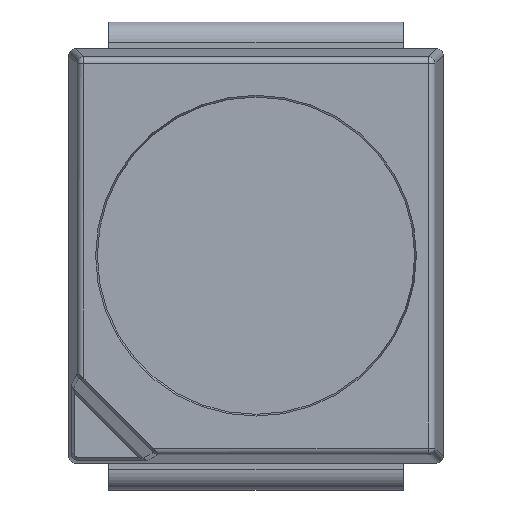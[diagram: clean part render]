
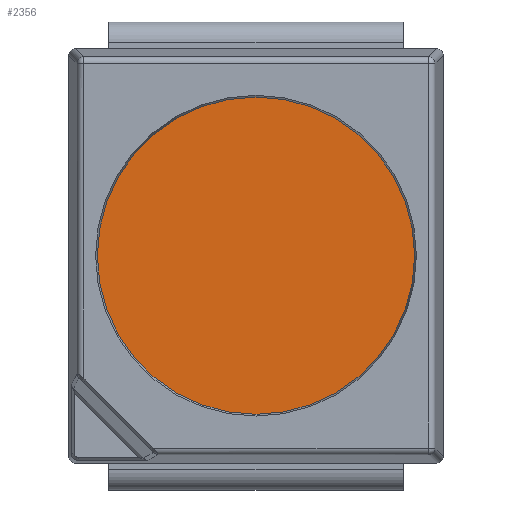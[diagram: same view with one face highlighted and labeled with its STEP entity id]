
A CAD part, top view. The second image highlights one B-rep face of the part: STEP entity #2356.
In plain terms, the highlighted planar face has unit normal (0, 0, 1).
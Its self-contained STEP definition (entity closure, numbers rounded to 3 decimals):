
#260=FACE_OUTER_BOUND('',#396,.T.);
#396=EDGE_LOOP('',(#2048));
#438=CIRCLE('',#2551,1.187);
#1088=VERTEX_POINT('',#4044);
#1408=EDGE_CURVE('',#1088,#1088,#438,.T.);
#2048=ORIENTED_EDGE('',*,*,#1408,.T.);
#2120=PLANE('',#2552);
#2356=ADVANCED_FACE('',(#260),#2120,.T.);
#2551=AXIS2_PLACEMENT_3D('',#4045,#3161,#3162);
#2552=AXIS2_PLACEMENT_3D('',#4046,#3163,#3164);
#3161=DIRECTION('center_axis',(0.,0.,1.));
#3162=DIRECTION('ref_axis',(1.,0.,0.));
#3163=DIRECTION('center_axis',(0.,0.,1.));
#3164=DIRECTION('ref_axis',(1.,0.,0.));
#4044=CARTESIAN_POINT('',(-1.187,0.,1.89));
#4045=CARTESIAN_POINT('Origin',(0.,0.,1.89));
#4046=CARTESIAN_POINT('Origin',(0.,0.,1.89));
